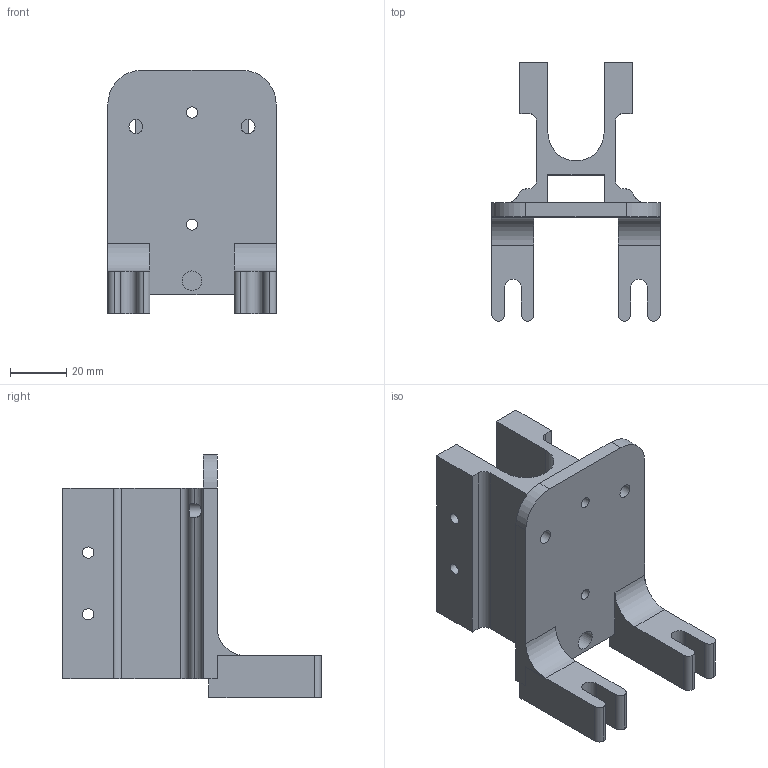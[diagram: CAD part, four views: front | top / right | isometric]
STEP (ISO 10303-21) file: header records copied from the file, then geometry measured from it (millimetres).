
FILE_DESCRIPTION(/* description */ ('STEP AP242','CAx-IF Rec.Pracs.---Representation and Presentation of Product Manufacturing Information (PMI)---4.0---2014-10-13','CAx-IF Rec.Pracs.---3D Tessellated Geometry---0.4---2014-09-14','2;1'),/* implementation_level */ '2;1');
FILE_NAME(/* name */ '68704a598729c32ca0be9a9b',/* time_stamp */ '2025-07-10T23:18:49Z',/* author */ (''),/* organization */ (''),/* preprocessor_version */ 'ST-DEVELOPER v20',/* originating_system */ 'ONSHAPE BY PTC INC, 1.200',/* authorisation */ ' ');
FILE_SCHEMA (('AP242_MANAGED_MODEL_BASED_3D_ENGINEERING_MIM_LF { 1 0 10303 442 1 1 4 }'));
Length unit declared in the file: metre
Products named in the file (1): Part 1
Bounding box: 60 x 92.07 x 86.69 mm (x, y, z)
Volume: 94404.8 mm3; surface area: 34403.8 mm2
Topology: 1 solids, 1 shells, 74 faces, 230 edges, 155 vertices
Faces by surface type: plane 38, cylinder 36
Full cylindrical faces by diameter (mm): 4 x8, 5 x2, 7 x1
Entity records: 2600 total; most frequent: CARTESIAN_POINT 507, ORIENTED_EDGE 428, DIRECTION 422, EDGE_CURVE 214, VERTEX_POINT 150, AXIS2_PLACEMENT_3D 143, LINE 136, VECTOR 136
